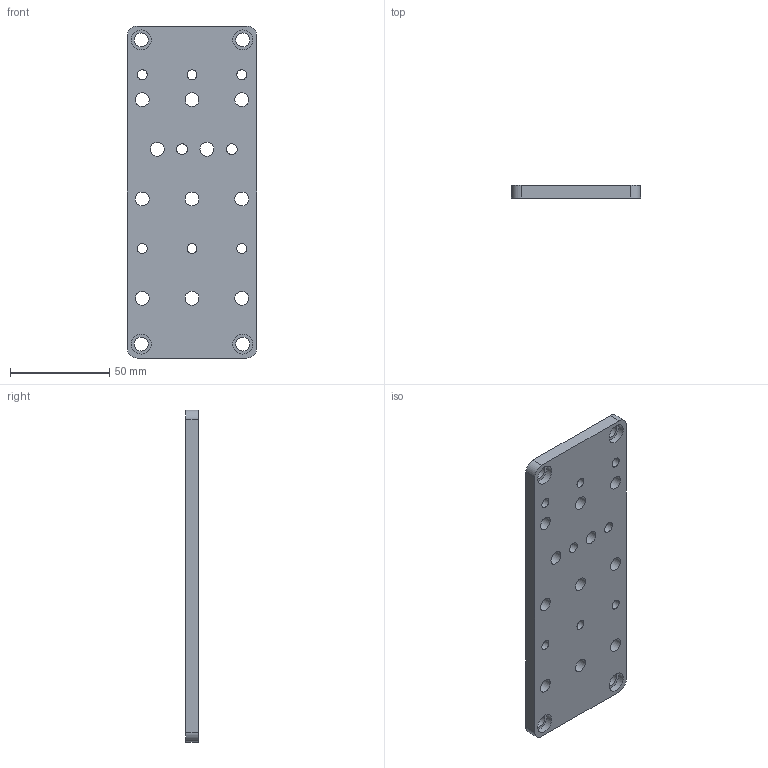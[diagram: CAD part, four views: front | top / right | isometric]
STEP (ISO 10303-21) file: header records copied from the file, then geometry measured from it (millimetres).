
FILE_DESCRIPTION(/* description */ (''),/* implementation_level */ '2;1');
FILE_NAME(/* name */ 'PLATE LATERAL DIREITO.step',/* time_stamp */ '2021-02-02T09:25:14-03:00',/* author */ (''),/* organization */ (''),/* preprocessor_version */ 'ST-DEVELOPER v18.1',/* originating_system */ 'Autodesk Translation Framework v9.7.0.1280',/* authorisation */ '');
FILE_SCHEMA (('AUTOMOTIVE_DESIGN { 1 0 10303 214 3 1 1 }'));
Length unit declared in the file: millimetre
Products named in the file (1): PLATE LATERAL DIREITO
Bounding box: 65 x 6.35 x 167 mm (x, y, z)
Volume: 63540.8 mm3; surface area: 26112.6 mm2
Topology: 1 solids, 1 shells, 41 faces, 105 edges, 70 vertices
Faces by surface type: cylinder 31, plane 10
Full cylindrical faces by diameter (mm): 5 x6, 5.5 x2, 7 x15, 10 x4
Entity records: 1406 total; most frequent: DIRECTION 251, CARTESIAN_POINT 217, ORIENTED_EDGE 210, EDGE_CURVE 105, AXIS2_PLACEMENT_3D 104, EDGE_LOOP 91, VERTEX_POINT 70, CIRCLE 62
